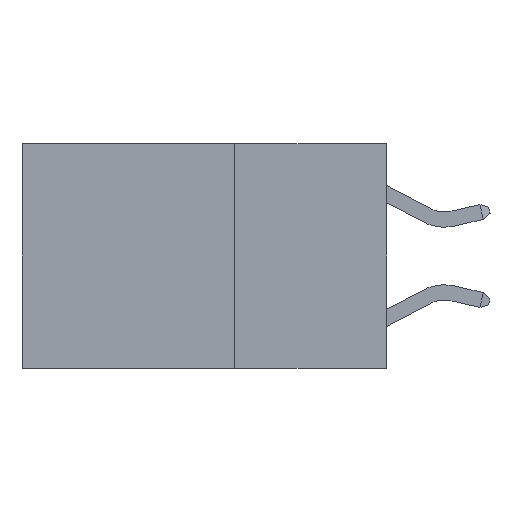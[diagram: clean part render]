
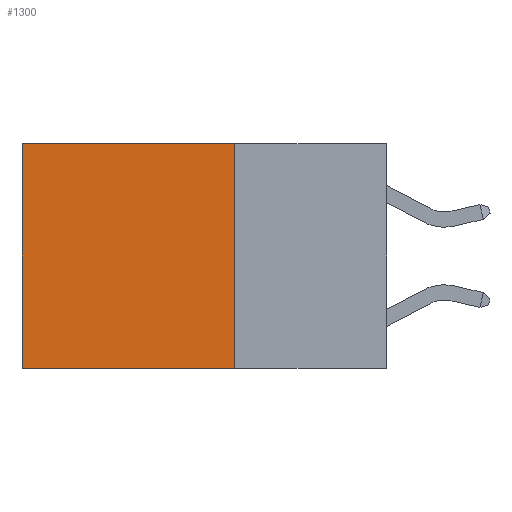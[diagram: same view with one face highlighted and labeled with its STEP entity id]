
A CAD part, left-side view. The second image highlights one B-rep face of the part: STEP entity #1300.
In plain terms, the highlighted planar face has unit normal (-1, 0, 0).
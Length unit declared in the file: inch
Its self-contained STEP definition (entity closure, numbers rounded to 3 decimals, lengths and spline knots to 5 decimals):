
#274 = VECTOR ( 'NONE', #14069, 39.37008 ) ;
#1300 = ADVANCED_FACE ( 'NONE', ( #2698 ), #2902, .F. ) ;
#2001 = VERTEX_POINT ( 'NONE', #4227 ) ;
#2438 = ORIENTED_EDGE ( 'NONE', *, *, #7155, .F. ) ;
#2698 = FACE_OUTER_BOUND ( 'NONE', #6392, .T. ) ;
#2902 = PLANE ( 'NONE',  #21296 ) ;
#3213 = DIRECTION ( 'NONE',  ( 0., 0., -1. ) ) ;
#3605 = VERTEX_POINT ( 'NONE', #16435 ) ;
#4140 = DIRECTION ( 'NONE',  ( 0., 0., -1. ) ) ;
#4227 = CARTESIAN_POINT ( 'NONE',  ( 0.2625, 0.6, 0. ) ) ;
#4728 = DIRECTION ( 'NONE',  ( 0., 0., -1. ) ) ;
#6392 = EDGE_LOOP ( 'NONE', ( #6598, #19799, #2438, #20310 ) ) ;
#6598 = ORIENTED_EDGE ( 'NONE', *, *, #7606, .T. ) ;
#7155 = EDGE_CURVE ( 'NONE', #3605, #14015, #13641, .T. ) ;
#7267 = VERTEX_POINT ( 'NONE', #21748 ) ;
#7606 = EDGE_CURVE ( 'NONE', #2001, #7267, #18005, .T. ) ;
#9201 = VECTOR ( 'NONE', #3213, 39.37008 ) ;
#9580 = LINE ( 'NONE', #12398, #274 ) ;
#9676 = CARTESIAN_POINT ( 'NONE',  ( 0.2625, 0.25, 0. ) ) ;
#10726 = CARTESIAN_POINT ( 'NONE',  ( 0.2625, 0.6, 0. ) ) ;
#12398 = CARTESIAN_POINT ( 'NONE',  ( 0.2625, 0.25, -0.37 ) ) ;
#13641 = LINE ( 'NONE', #18201, #9201 ) ;
#14015 = VERTEX_POINT ( 'NONE', #14968 ) ;
#14069 = DIRECTION ( 'NONE',  ( 0., 1., 0. ) ) ;
#14686 = DIRECTION ( 'NONE',  ( 1., 0., 0. ) ) ;
#14968 = CARTESIAN_POINT ( 'NONE',  ( 0.2625, 0.25, -0.37 ) ) ;
#15089 = EDGE_CURVE ( 'NONE', #14015, #7267, #9580, .T. ) ;
#15205 = EDGE_CURVE ( 'NONE', #3605, #2001, #15759, .T. ) ;
#15759 = LINE ( 'NONE', #19169, #20209 ) ;
#16435 = CARTESIAN_POINT ( 'NONE',  ( 0.2625, 0.25, 0. ) ) ;
#18005 = LINE ( 'NONE', #10726, #21889 ) ;
#18201 = CARTESIAN_POINT ( 'NONE',  ( 0.2625, 0.25, 0. ) ) ;
#19169 = CARTESIAN_POINT ( 'NONE',  ( 0.2625, 0.25, 0. ) ) ;
#19799 = ORIENTED_EDGE ( 'NONE', *, *, #15089, .F. ) ;
#20209 = VECTOR ( 'NONE', #20855, 39.37008 ) ;
#20310 = ORIENTED_EDGE ( 'NONE', *, *, #15205, .T. ) ;
#20855 = DIRECTION ( 'NONE',  ( 0., 1., 0. ) ) ;
#21296 = AXIS2_PLACEMENT_3D ( 'NONE', #9676, #14686, #4728 ) ;
#21748 = CARTESIAN_POINT ( 'NONE',  ( 0.2625, 0.6, -0.37 ) ) ;
#21889 = VECTOR ( 'NONE', #4140, 39.37008 ) ;
